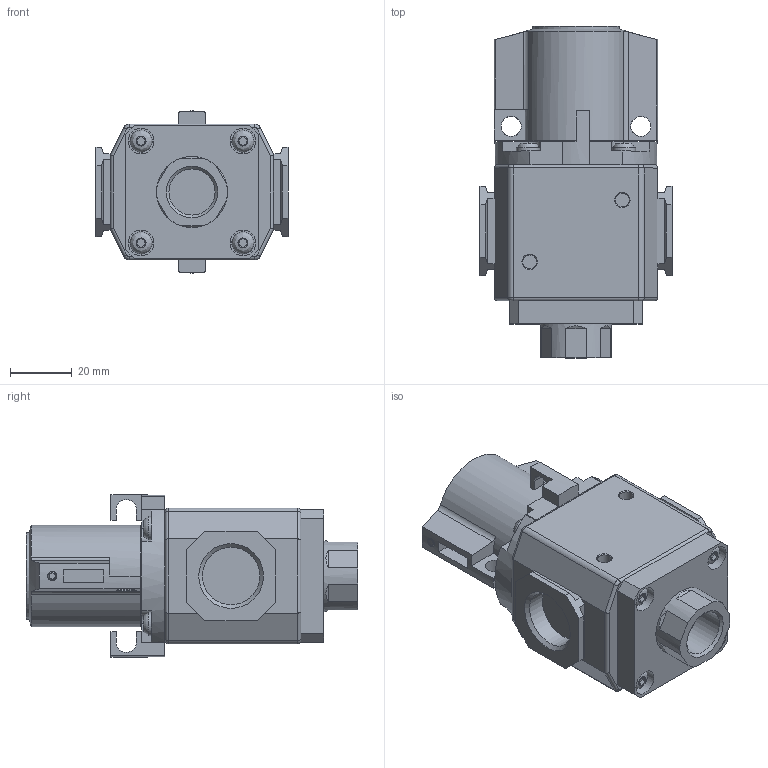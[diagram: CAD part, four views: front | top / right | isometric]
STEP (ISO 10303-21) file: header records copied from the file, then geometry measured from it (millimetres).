
FILE_DESCRIPTION( ( 'STEP AP203' ), '1' );
FILE_NAME( 'MVHR-302-3H-15A.stp', '2020-07-07T07:12:55', ( 'License CC BY-ND 4.0' ), ( 'CADENAS' ), ' ', 'PARTsolutions', ' ' );
FILE_SCHEMA( ( 'CONFIG_CONTROL_DESIGN' ) );
Length unit declared in the file: millimetre
Products named in the file (1): _MVHR-302-3H-15A
Bounding box: 62.2 x 107.5 x 52.5 mm (x, y, z)
Volume: 166282.4 mm3; surface area: 26834.6 mm2
Topology: 1 solids, 1 shells, 314 faces, 765 edges, 493 vertices
Faces by surface type: plane 212, cylinder 72, cone 14, torus 8, bspline 4, sphere 4
Full cylindrical faces by diameter (mm): 3 x2, 4.459 x4, 6.5 x2, 7.2 x4, 7.6 x4, 8.3 x4, 14.95 x1, 16 x1, 18.631 x2, 23 x1, 26 x1, 28 x1, 28.4 x1
Entity records: 9166 total; most frequent: CARTESIAN_POINT 1831, DIRECTION 1510, ORIENTED_EDGE 1420, EDGE_CURVE 710, LINE 508, VECTOR 508, AXIS2_PLACEMENT_3D 501, VERTEX_POINT 488
